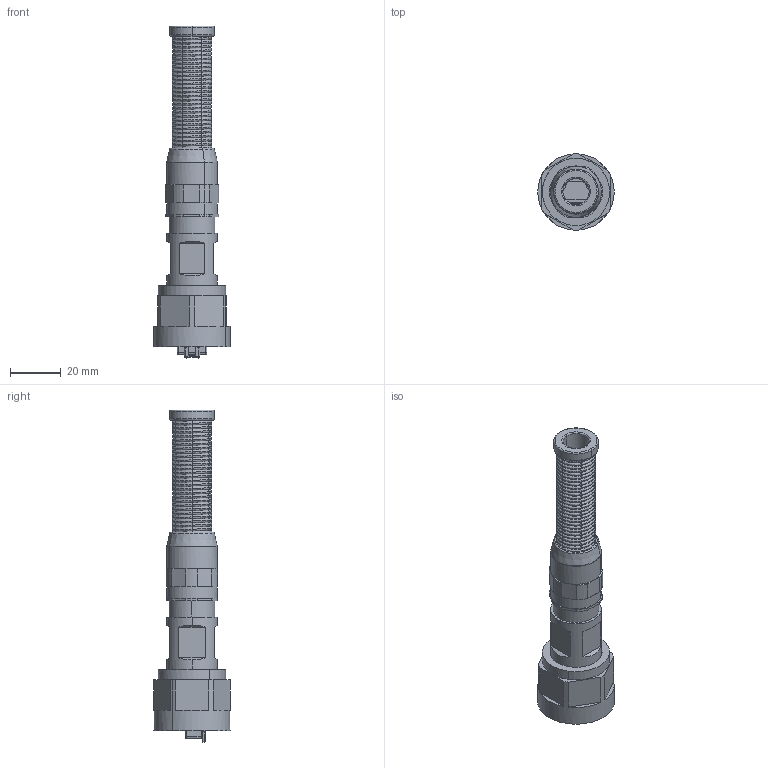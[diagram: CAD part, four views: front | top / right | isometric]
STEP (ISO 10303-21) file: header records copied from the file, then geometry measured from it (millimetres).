
FILE_DESCRIPTION(('CATIA V5 STEP Exchange','CAx-IF Rec.Pracs.--- Model Styling and Organization---1.4--- 2014-01-23'),'2;1');
FILE_NAME ('028546-3_0', '2022-02-18T09:08:24+00:00', ('none'), ('Weidmueller'), 'CATIA Version 5-6 Release 2016 SP3 HF44', 'CATIA V5 STEP AP214', 'none');
FILE_SCHEMA(('AUTOMOTIVE_DESIGN { 1 0 10303 214 1 1 1 1 }'));
Products named in the file (1): 1963150000
Bounding box: 30 x 30 x 130.38 mm (x, y, z)
Volume: 21967.5 mm3; surface area: 25631.9 mm2
Topology: 4 solids, 4 shells, 1211 faces, 2827 edges, 1623 vertices
Faces by surface type: bspline 777, plane 246, cylinder 138, cone 30, torus 16, sphere 2, extrusion 2
Entity records: 43684 total; most frequent: CARTESIAN_POINT 25109, ORIENTED_EDGE 5642, EDGE_CURVE 2821, DIRECTION 1714, VERTEX_POINT 1623, EDGE_LOOP 1244, ADVANCED_FACE 1211, FACE_OUTER_BOUND 1211
